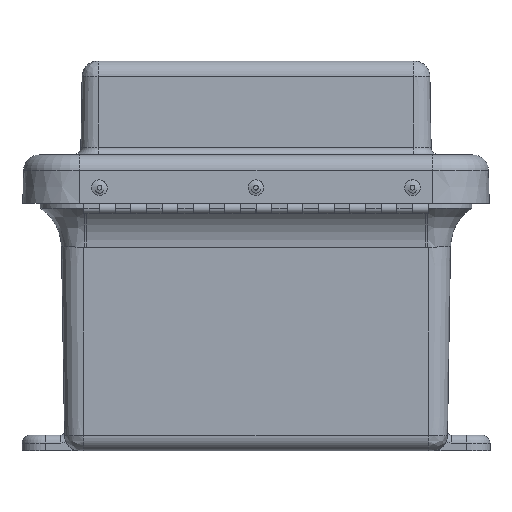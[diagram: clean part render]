
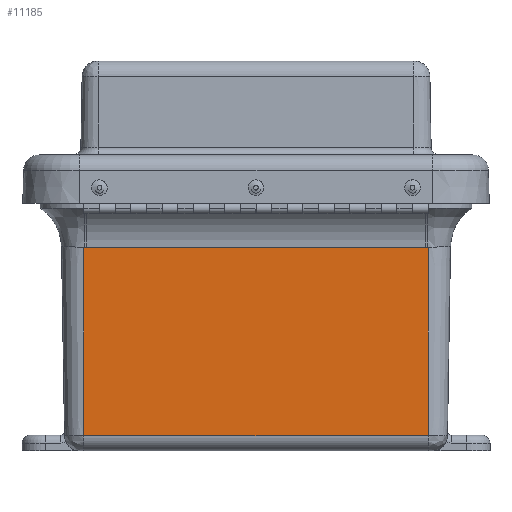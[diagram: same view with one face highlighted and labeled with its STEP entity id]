
A CAD part, left-side view. The second image highlights one B-rep face of the part: STEP entity #11185.
In plain terms, the highlighted face is planar.
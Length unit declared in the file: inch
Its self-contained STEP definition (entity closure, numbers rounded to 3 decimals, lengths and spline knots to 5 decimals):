
#447=LINE($,#18402,#1274);
#479=LINE($,#18892,#1306);
#482=LINE($,#19186,#1309);
#484=LINE($,#19189,#1311);
#1274=VECTOR($,#13840,5.4947);
#1306=VECTOR($,#14040,5.41482);
#1309=VECTOR($,#14077,3.00281);
#1311=VECTOR($,#14081,3.00281);
#2026=PLANE($,#12114);
#3006=FACE_OUTER_BOUND($,#3708,.T.);
#3708=EDGE_LOOP($,(#8497,#8498,#8499,#8500,#8501,#8502));
#4589=CIRCLE($,#12091,1.82724);
#4597=CIRCLE($,#12101,1.82742);
#5270=VERTEX_POINT($,#18357);
#5277=VERTEX_POINT($,#18392);
#5325=VERTEX_POINT($,#18712);
#5329=VERTEX_POINT($,#18853);
#5333=VERTEX_POINT($,#18888);
#5337=VERTEX_POINT($,#18923);
#6450=EDGE_CURVE($,#5277,#5270,#447,.T.);
#6537=EDGE_CURVE($,#5325,#5329,#4589,.T.);
#6543=EDGE_CURVE($,#5329,#5333,#479,.T.);
#6549=EDGE_CURVE($,#5333,#5337,#4597,.T.);
#6563=EDGE_CURVE($,#5337,#5277,#482,.T.);
#6565=EDGE_CURVE($,#5325,#5270,#484,.T.);
#8497=ORIENTED_EDGE($,*,*,#6549,.F.);
#8498=ORIENTED_EDGE($,*,*,#6543,.F.);
#8499=ORIENTED_EDGE($,*,*,#6537,.F.);
#8500=ORIENTED_EDGE($,*,*,#6565,.T.);
#8501=ORIENTED_EDGE($,*,*,#6450,.F.);
#8502=ORIENTED_EDGE($,*,*,#6563,.F.);
#11185=ADVANCED_FACE($,(#3006),#2026,.T.);
#12091=AXIS2_PLACEMENT_3D($,#18857,#14027,#14028);
#12101=AXIS2_PLACEMENT_3D($,#18927,#14051,#14052);
#12114=AXIS2_PLACEMENT_3D($,#19188,#14079,#14080);
#13840=DIRECTION($,(-1.,0.,0.));
#14027=DIRECTION('center_axis',(0.,1.,
0.016));
#14028=DIRECTION('ref_axis',(0.,-0.016,1.));
#14040=DIRECTION($,(1.,0.,0.));
#14051=DIRECTION('center_axis',(0.,1.,
0.016));
#14052=DIRECTION('ref_axis',(0.022,-0.016,1.));
#14077=DIRECTION($,(0.,-0.016,1.));
#14079=DIRECTION('center_axis',(0.,1.,0.016));
#14080=DIRECTION('ref_axis',(-1.,0.,0.));
#14081=DIRECTION($,(0.,-0.016,1.));
#18357=CARTESIAN_POINT('',(-2.74735,2.04909,4.25402));
#18392=CARTESIAN_POINT('',(2.74735,2.04909,4.25402));
#18402=CARTESIAN_POINT($,(2.74735,2.04909,4.25402));
#18712=CARTESIAN_POINT('',(-2.74735,2.09734,1.2516));
#18853=CARTESIAN_POINT('',(-2.70741,2.09733,1.25204));
#18857=CARTESIAN_POINT('Origin',(-2.70743,2.12669,-0.57497));
#18888=CARTESIAN_POINT('',(2.70741,2.09733,1.25204));
#18892=CARTESIAN_POINT($,(-2.70741,2.09733,1.25204));
#18923=CARTESIAN_POINT('',(2.74735,2.09734,1.2516));
#18927=CARTESIAN_POINT('Origin',(2.70743,2.12669,-0.57515));
#19186=CARTESIAN_POINT($,(2.74735,2.09734,1.2516));
#19188=CARTESIAN_POINT('Origin',(-2.74735,2.11742,0.00196));
#19189=CARTESIAN_POINT($,(-2.74735,2.09734,1.2516));
